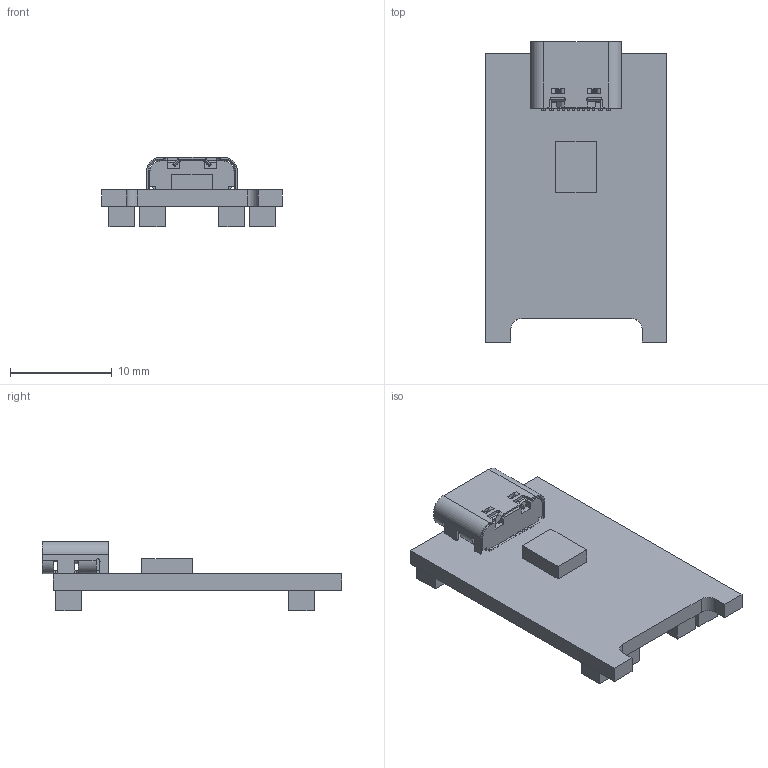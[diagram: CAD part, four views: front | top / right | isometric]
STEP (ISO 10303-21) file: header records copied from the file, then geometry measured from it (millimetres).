
FILE_DESCRIPTION(/* description */ ('STEP AP242 Edition 2','CAx-IF Rec.Pracs.---Representation and Presentation of Product Manufacturing Information (PMI)---4.0---2014-10-13','CAx-IF Rec.Pracs.---3D Tessellated Geometry---0.4---2014-09-14','2;1','CAx-IF Rec.Pracs.---User Defined Attributes---1.5---2016-08-15'),/* implementation_level */ '2;1');
FILE_NAME(/* name */ '6943dcf3e9bb0a312f593a22',/* time_stamp */ '2025-12-18T10:52:36Z',/* author */ (''),/* organization */ (''),/* preprocessor_version */ 'ST-DEVELOPER v20',/* originating_system */ 'ONSHAPE BY PTC INC, 1.208',/* authorisation */ ' ');
FILE_SCHEMA (('AP242_MANAGED_MODEL_BASED_3D_ENGINEERING_MIM_LF { 1 0 10303 442 3 1 4 }'));
Length unit declared in the file: metre
Products named in the file (3): BatteryCharger; USB C; Board
Assembly tree (2 placements, depth 2):
  BatteryCharger
    USB C
    Board
Bounding box: 17.8 x 29.52 x 6.79 mm (x, y, z)
Volume: 965.1 mm3; surface area: 1686.1 mm2
Topology: 2 solids, 2 shells, 711 faces, 2076 edges, 1352 vertices
Faces by surface type: plane 515, cylinder 179, cone 13, bspline 4
Entity records: 24999 total; most frequent: CARTESIAN_POINT 4460, ORIENTED_EDGE 4152, DIRECTION 3884, EDGE_CURVE 2076, LINE 1626, VECTOR 1626, VERTEX_POINT 1352, AXIS2_PLACEMENT_3D 1129
